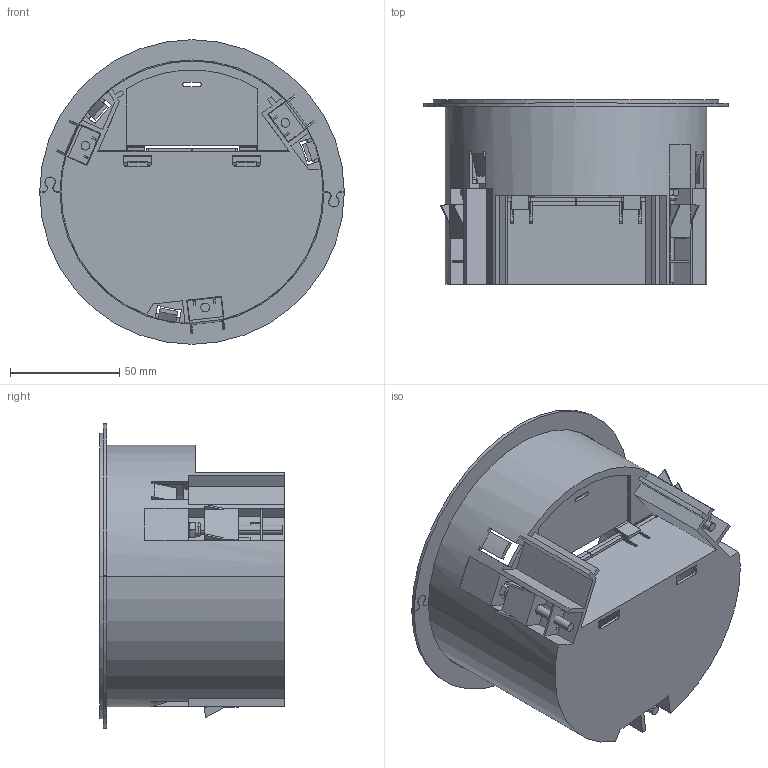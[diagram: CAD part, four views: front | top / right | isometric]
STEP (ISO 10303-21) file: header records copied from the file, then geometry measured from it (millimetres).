
FILE_DESCRIPTION (( 'STEP AP214' ), '1' );
FILE_NAME ('7408838.STP', '2020-01-31T12:34:52', ( '' ), ( '' ), 'SwSTEP 2.0', 'SolidWorks 2018', '' );
FILE_SCHEMA (( 'AUTOMOTIVE_DESIGN' ));
Length unit declared in the file: millimetre
Products named in the file (14): 7408838; 088147_Standard; 102900_Standard; 088700_Standard; 114305_Standard; 49800470_49800476 ( Gr］er Punkt O 19mm ); 39406352_Standard; 43620A_Standard; 42760L_Standard; 088162_Standard; 088884_Standard; 044159_Standard; 102900T1_Standard; 088046_39406981
Assembly tree (21 placements, depth 3):
  7408838
    114305_Standard
      088046_39406981
      044159_Standard  x3
      42760L_Standard  x3
      39406352_Standard  x3
    088700_Standard
    088147_Standard
    43620A_Standard  x2
    088162_Standard
    088884_Standard
    102900_Standard
      102900T1_Standard  x2
    49800470_49800476 ( Gr］er Punkt O 19mm )
Bounding box: 139.6 x 84.65 x 139.6 mm (x, y, z)
Volume: 119097.6 mm3; surface area: 134232.1 mm2
Topology: 19 solids, 19 shells, 1035 faces, 2802 edges, 1794 vertices
Faces by surface type: plane 732, cone 159, cylinder 132, bspline 6, torus 6
Entity records: 23004 total; most frequent: CARTESIAN_POINT 4383, ORIENTED_EDGE 3756, DIRECTION 3525, EDGE_CURVE 1878, LINE 1435, VECTOR 1435, VERTEX_POINT 1211, AXIS2_PLACEMENT_3D 1045
